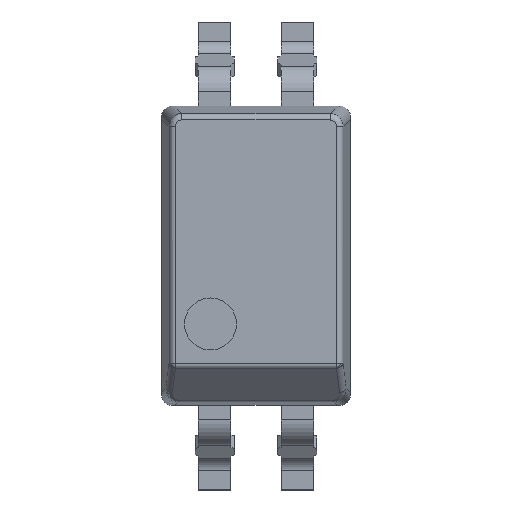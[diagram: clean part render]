
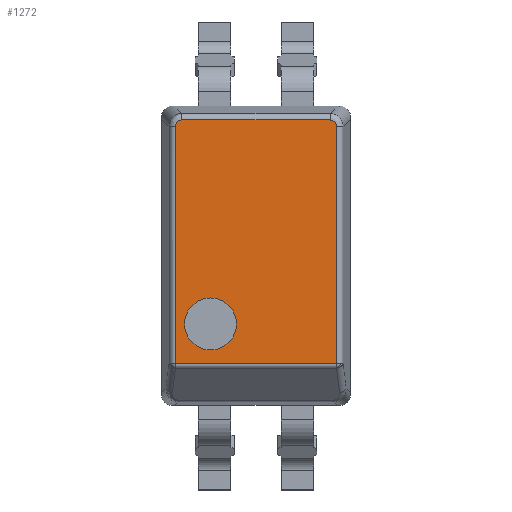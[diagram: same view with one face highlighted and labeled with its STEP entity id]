
A CAD part, top view. The second image highlights one B-rep face of the part: STEP entity #1272.
In plain terms, the highlighted planar face has unit normal (0, 0, 1).
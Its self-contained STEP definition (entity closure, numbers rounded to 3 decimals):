
#1272=ADVANCED_FACE('',(#2557,#2559),#2561,.T.);
#2557=FACE_BOUND('',#2558,.T.);
#2558=EDGE_LOOP('',(#3612,#3613,#3614,#3615,#3616,#3617));
#2559=FACE_BOUND('',#2560,.T.);
#2560=EDGE_LOOP('',(#3618));
#2561=PLANE('',#2562);
#2562=AXIS2_PLACEMENT_3D('',#2563,#2564,#2565);
#2563=CARTESIAN_POINT('',(0.,0.,2.4));
#2564=DIRECTION('',(0.,0.,1.));
#2565=DIRECTION('',(1.,0.,0.));
#3612=ORIENTED_EDGE('',*,*,#4118,.T.);
#3613=ORIENTED_EDGE('',*,*,#4119,.T.);
#3614=ORIENTED_EDGE('',*,*,#4120,.F.);
#3615=ORIENTED_EDGE('',*,*,#4121,.T.);
#3616=ORIENTED_EDGE('',*,*,#4122,.F.);
#3617=ORIENTED_EDGE('',*,*,#4123,.T.);
#3618=ORIENTED_EDGE('',*,*,#4117,.F.);
#4117=EDGE_CURVE('',#4674,#4674,#4675,.T.);
#4118=EDGE_CURVE('',#4676,#4677,#4678,.T.);
#4119=EDGE_CURVE('',#4677,#4679,#4680,.T.);
#4120=EDGE_CURVE('',#4681,#4679,#4682,.F.);
#4121=EDGE_CURVE('',#4681,#4683,#4684,.T.);
#4122=EDGE_CURVE('',#4685,#4683,#4686,.F.);
#4123=EDGE_CURVE('',#4685,#4676,#4687,.T.);
#4674=VERTEX_POINT('',#5904);
#4675=CIRCLE('',#5905,0.4);
#4676=VERTEX_POINT('',#5909);
#4677=VERTEX_POINT('',#5910);
#4678=LINE('',#5911,#5912);
#4679=VERTEX_POINT('',#5914);
#4680=LINE('',#5915,#5916);
#4681=VERTEX_POINT('',#5918);
#4682=(BOUNDED_CURVE()B_SPLINE_CURVE(3,
(#5919,#5920,#5921,#5922),
.UNSPECIFIED.,.F.,.F.)B_SPLINE_CURVE_WITH_KNOTS((4,4),
(0.,1.),
.UNSPECIFIED.)CURVE()GEOMETRIC_REPRESENTATION_ITEM()RATIONAL_B_SPLINE_CURVE((1.,
0.808,0.808,1.))REPRESENTATION_ITEM(''));
#4683=VERTEX_POINT('',#5923);
#4684=LINE('',#5924,#5925);
#4685=VERTEX_POINT('',#5927);
#4686=(BOUNDED_CURVE()B_SPLINE_CURVE(3,
(#5928,#5929,#5930,#5931),
.UNSPECIFIED.,.F.,.F.)B_SPLINE_CURVE_WITH_KNOTS((4,4),
(0.,1.),
.UNSPECIFIED.)CURVE()GEOMETRIC_REPRESENTATION_ITEM()RATIONAL_B_SPLINE_CURVE((1.,
0.808,0.808,1.))REPRESENTATION_ITEM(''));
#4687=LINE('',#5932,#5933);
#5904=CARTESIAN_POINT('',(0.335,2.1,2.4));
#5905=AXIS2_PLACEMENT_3D('',#5906,#5907,#5908);
#5906=CARTESIAN_POINT('',(-0.065,2.1,2.4));
#5907=DIRECTION('',(0.,0.,1.));
#5908=DIRECTION('',(1.,0.,0.));
#5909=CARTESIAN_POINT('',(-0.604,1.491,2.4));
#5910=CARTESIAN_POINT('',(1.874,1.491,2.4));
#5911=CARTESIAN_POINT('',(-0.604,1.491,2.4));
#5912=VECTOR('',#5913,1.);
#5913=DIRECTION('',(1.,0.,0.));
#5914=CARTESIAN_POINT('',(1.874,5.139,2.4));
#5915=CARTESIAN_POINT('',(1.874,1.491,2.4));
#5916=VECTOR('',#5917,1.);
#5917=DIRECTION('',(0.,1.,0.));
#5918=CARTESIAN_POINT('',(1.774,5.239,2.4));
#5919=CARTESIAN_POINT('',(1.874,5.139,2.4));
#5920=CARTESIAN_POINT('',(1.874,5.198,2.4));
#5921=CARTESIAN_POINT('',(1.833,5.239,2.4));
#5922=CARTESIAN_POINT('',(1.774,5.239,2.4));
#5923=CARTESIAN_POINT('',(-0.504,5.239,2.4));
#5924=CARTESIAN_POINT('',(1.774,5.239,2.4));
#5925=VECTOR('',#5926,1.);
#5926=DIRECTION('',(-1.,0.,0.));
#5927=CARTESIAN_POINT('',(-0.604,5.139,2.4));
#5928=CARTESIAN_POINT('',(-0.504,5.239,2.4));
#5929=CARTESIAN_POINT('',(-0.563,5.239,2.4));
#5930=CARTESIAN_POINT('',(-0.604,5.198,2.4));
#5931=CARTESIAN_POINT('',(-0.604,5.139,2.4));
#5932=CARTESIAN_POINT('',(-0.604,5.139,2.4));
#5933=VECTOR('',#5934,1.);
#5934=DIRECTION('',(0.,-1.,0.));
